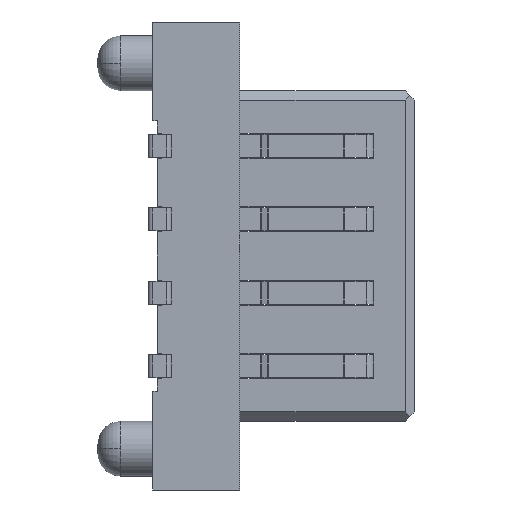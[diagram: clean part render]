
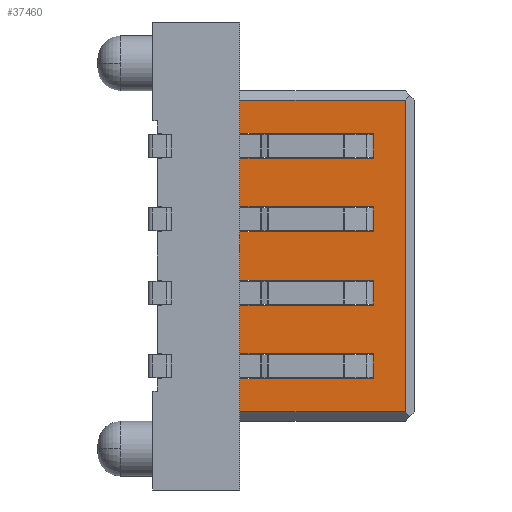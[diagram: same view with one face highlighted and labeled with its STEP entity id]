
A CAD part, left-side view. The second image highlights one B-rep face of the part: STEP entity #37460.
In plain terms, the highlighted planar face has unit normal (-1, 0, 0).
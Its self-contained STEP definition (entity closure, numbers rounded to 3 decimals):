
#4510=CARTESIAN_POINT('',(-95.729,94.799,4.6));
#4520=VERTEX_POINT('',#4510);
#4550=CARTESIAN_POINT('',(-95.729,95.699,4.6));
#4560=DIRECTION('',(0.,-1.,0.));
#4570=VECTOR('',#4560,1.);
#4580=LINE('',#4550,#4570);
#4590=CARTESIAN_POINT('',(-95.729,96.599,4.6));
#4600=VERTEX_POINT('',#4590);
#4610=EDGE_CURVE('',#4600,#4520,#4580,.T.);
#31670=CARTESIAN_POINT('',(-95.729,96.599,
1.2));
#31680=VERTEX_POINT('',#31670);
#31870=CARTESIAN_POINT('',(-95.729,96.599,-13.8));
#31880=DIRECTION('',(0.,0.,-1.));
#31890=VECTOR('',#31880,1.);
#31900=LINE('',#31870,#31890);
#31910=EDGE_CURVE('',#4600,#31680,#31900,.T.);
#35950=CARTESIAN_POINT('',(-95.729,96.699,
-8.6));
#35960=DIRECTION('',(1.,0.,0.));
#35970=DIRECTION('',(0.,1.,0.));
#35980=AXIS2_PLACEMENT_3D('',#35950,#35960,#35970);
#35990=PLANE('',#35980);
#36000=CARTESIAN_POINT('',(-95.729,0.05,
3.435));
#36010=DIRECTION('',(0.,1.,0.));
#36020=VECTOR('',#36010,1.);
#36030=LINE('',#36000,#36020);
#36040=CARTESIAN_POINT('',(-95.729,94.799,
3.435));
#36050=VERTEX_POINT('',#36040);
#36060=CARTESIAN_POINT('',(-95.729,96.259,
3.435));
#36070=VERTEX_POINT('',#36060);
#36080=EDGE_CURVE('',#36050,#36070,#36030,.T.);
#36090=ORIENTED_EDGE('',*,*,#36080,.F.);
#36100=CARTESIAN_POINT('',(-95.729,96.259,14.4));
#36110=DIRECTION('',(0.,0.,-1.));
#36120=VECTOR('',#36110,1.);
#36130=LINE('',#36100,#36120);
#36140=CARTESIAN_POINT('',(-95.729,96.259,
3.165));
#36150=VERTEX_POINT('',#36140);
#36160=EDGE_CURVE('',#36070,#36150,#36130,.T.);
#36170=ORIENTED_EDGE('',*,*,#36160,.F.);
#36180=CARTESIAN_POINT('',(-95.729,0.05,
3.165));
#36190=DIRECTION('',(0.,1.,0.));
#36200=VECTOR('',#36190,1.);
#36210=LINE('',#36180,#36200);
#36220=CARTESIAN_POINT('',(-95.729,94.799,
3.165));
#36230=VERTEX_POINT('',#36220);
#36240=EDGE_CURVE('',#36230,#36150,#36210,.T.);
#36250=ORIENTED_EDGE('',*,*,#36240,.T.);
#36260=CARTESIAN_POINT('',(-95.729,94.799,14.4));
#36270=DIRECTION('',(0.,0.,-1.));
#36280=VECTOR('',#36270,1.);
#36290=LINE('',#36260,#36280);
#36300=CARTESIAN_POINT('',(-95.729,94.799,
2.635));
#36310=VERTEX_POINT('',#36300);
#36320=EDGE_CURVE('',#36230,#36310,#36290,.T.);
#36330=ORIENTED_EDGE('',*,*,#36320,.F.);
#36340=CARTESIAN_POINT('',(-95.729,0.05,
2.635));
#36350=DIRECTION('',(0.,1.,0.));
#36360=VECTOR('',#36350,1.);
#36370=LINE('',#36340,#36360);
#36380=CARTESIAN_POINT('',(-95.729,96.259,
2.635));
#36390=VERTEX_POINT('',#36380);
#36400=EDGE_CURVE('',#36310,#36390,#36370,.T.);
#36410=ORIENTED_EDGE('',*,*,#36400,.F.);
#36420=CARTESIAN_POINT('',(-95.729,96.259,13.6));
#36430=DIRECTION('',(0.,0.,-1.));
#36440=VECTOR('',#36430,1.);
#36450=LINE('',#36420,#36440);
#36460=CARTESIAN_POINT('',(-95.729,96.259,
2.365));
#36470=VERTEX_POINT('',#36460);
#36480=EDGE_CURVE('',#36390,#36470,#36450,.T.);
#36490=ORIENTED_EDGE('',*,*,#36480,.F.);
#36500=CARTESIAN_POINT('',(-95.729,0.05,
2.365));
#36510=DIRECTION('',(0.,1.,0.));
#36520=VECTOR('',#36510,1.);
#36530=LINE('',#36500,#36520);
#36540=CARTESIAN_POINT('',(-95.729,94.799,
2.365));
#36550=VERTEX_POINT('',#36540);
#36560=EDGE_CURVE('',#36550,#36470,#36530,.T.);
#36570=ORIENTED_EDGE('',*,*,#36560,.T.);
#36580=CARTESIAN_POINT('',(-95.729,94.799,13.6));
#36590=DIRECTION('',(0.,0.,-1.));
#36600=VECTOR('',#36590,1.);
#36610=LINE('',#36580,#36600);
#36620=CARTESIAN_POINT('',(-95.729,94.799,
1.835));
#36630=VERTEX_POINT('',#36620);
#36640=EDGE_CURVE('',#36550,#36630,#36610,.T.);
#36650=ORIENTED_EDGE('',*,*,#36640,.F.);
#36660=CARTESIAN_POINT('',(-95.729,0.05,
1.835));
#36670=DIRECTION('',(0.,1.,0.));
#36680=VECTOR('',#36670,1.);
#36690=LINE('',#36660,#36680);
#36700=CARTESIAN_POINT('',(-95.729,96.259,
1.835));
#36710=VERTEX_POINT('',#36700);
#36720=EDGE_CURVE('',#36630,#36710,#36690,.T.);
#36730=ORIENTED_EDGE('',*,*,#36720,.F.);
#36740=CARTESIAN_POINT('',(-95.729,96.259,12.8));
#36750=DIRECTION('',(0.,0.,-1.));
#36760=VECTOR('',#36750,1.);
#36770=LINE('',#36740,#36760);
#36780=CARTESIAN_POINT('',(-95.729,96.259,
1.565));
#36790=VERTEX_POINT('',#36780);
#36800=EDGE_CURVE('',#36710,#36790,#36770,.T.);
#36810=ORIENTED_EDGE('',*,*,#36800,.F.);
#36820=CARTESIAN_POINT('',(-95.729,0.05,
1.565));
#36830=DIRECTION('',(0.,1.,0.));
#36840=VECTOR('',#36830,1.);
#36850=LINE('',#36820,#36840);
#36860=CARTESIAN_POINT('',(-95.729,94.799,
1.565));
#36870=VERTEX_POINT('',#36860);
#36880=EDGE_CURVE('',#36870,#36790,#36850,.T.);
#36890=ORIENTED_EDGE('',*,*,#36880,.T.);
#36900=CARTESIAN_POINT('',(-95.729,94.799,12.8));
#36910=DIRECTION('',(0.,0.,-1.));
#36920=VECTOR('',#36910,1.);
#36930=LINE('',#36900,#36920);
#36940=CARTESIAN_POINT('',(-95.729,94.799,
1.2));
#36950=VERTEX_POINT('',#36940);
#36960=EDGE_CURVE('',#36870,#36950,#36930,.T.);
#36970=ORIENTED_EDGE('',*,*,#36960,.F.);
#36980=CARTESIAN_POINT('',(-95.729,95.699,
1.2));
#36990=DIRECTION('',(0.,-1.,0.));
#37000=VECTOR('',#36990,1.);
#37010=LINE('',#36980,#37000);
#37020=EDGE_CURVE('',#31680,#36950,#37010,.T.);
#37030=ORIENTED_EDGE('',*,*,#37020,.T.);
#37040=ORIENTED_EDGE('',*,*,#31910,.T.);
#37050=ORIENTED_EDGE('',*,*,#4610,.F.);
#37060=CARTESIAN_POINT('',(-95.729,94.799,-7.));
#37070=DIRECTION('',(0.,0.,1.));
#37080=VECTOR('',#37070,1.);
#37090=LINE('',#37060,#37080);
#37100=CARTESIAN_POINT('',(-95.729,94.799,4.235));
#37110=VERTEX_POINT('',#37100);
#37120=EDGE_CURVE('',#37110,#4520,#37090,.T.);
#37130=ORIENTED_EDGE('',*,*,#37120,.T.);
#37140=CARTESIAN_POINT('',(-95.729,0.05,4.235));
#37150=DIRECTION('',(0.,1.,0.));
#37160=VECTOR('',#37150,1.);
#37170=LINE('',#37140,#37160);
#37180=CARTESIAN_POINT('',(-95.729,96.259,4.235));
#37190=VERTEX_POINT('',#37180);
#37200=EDGE_CURVE('',#37110,#37190,#37170,.T.);
#37210=ORIENTED_EDGE('',*,*,#37200,.F.);
#37220=CARTESIAN_POINT('',(-95.729,96.259,15.2));
#37230=DIRECTION('',(0.,0.,-1.));
#37240=VECTOR('',#37230,1.);
#37250=LINE('',#37220,#37240);
#37260=CARTESIAN_POINT('',(-95.729,96.259,3.965));
#37270=VERTEX_POINT('',#37260);
#37280=EDGE_CURVE('',#37190,#37270,#37250,.T.);
#37290=ORIENTED_EDGE('',*,*,#37280,.F.);
#37300=CARTESIAN_POINT('',(-95.729,0.05,3.965));
#37310=DIRECTION('',(0.,1.,0.));
#37320=VECTOR('',#37310,1.);
#37330=LINE('',#37300,#37320);
#37340=CARTESIAN_POINT('',(-95.729,94.799,3.965));
#37350=VERTEX_POINT('',#37340);
#37360=EDGE_CURVE('',#37350,#37270,#37330,.T.);
#37370=ORIENTED_EDGE('',*,*,#37360,.T.);
#37380=CARTESIAN_POINT('',(-95.729,94.799,15.2));
#37390=DIRECTION('',(0.,0.,-1.));
#37400=VECTOR('',#37390,1.);
#37410=LINE('',#37380,#37400);
#37420=EDGE_CURVE('',#37350,#36050,#37410,.T.);
#37430=ORIENTED_EDGE('',*,*,#37420,.F.);
#37440=EDGE_LOOP('',(#37430,#37370,#37290,#37210,#37130,#37050,#37040,
#37030,#36970,#36890,#36810,#36730,#36650,#36570,#36490,#36410,#36330,
#36250,#36170,#36090));
#37450=FACE_OUTER_BOUND('',#37440,.T.);
#37460=ADVANCED_FACE('',(#37450),#35990,.F.);
